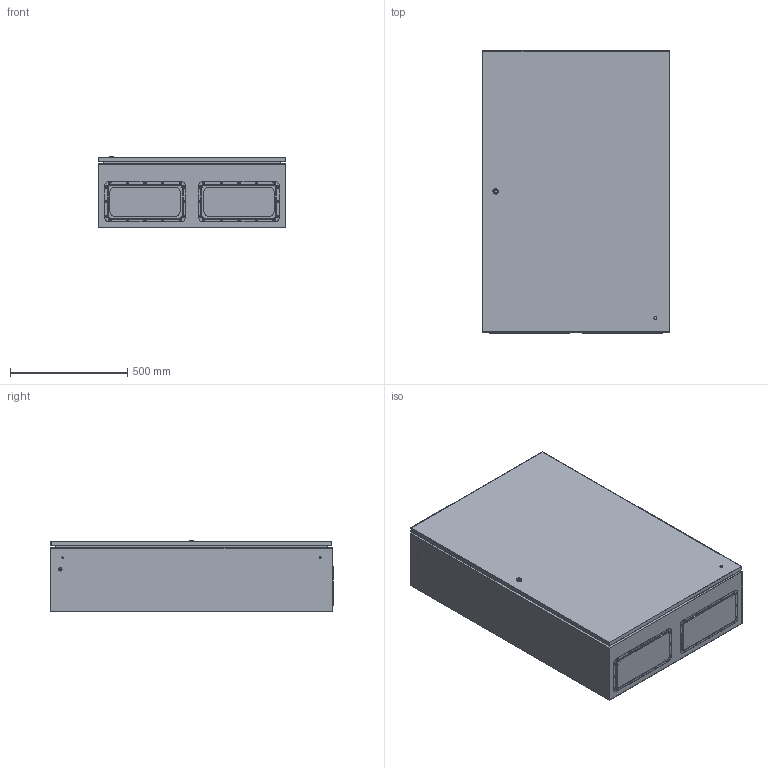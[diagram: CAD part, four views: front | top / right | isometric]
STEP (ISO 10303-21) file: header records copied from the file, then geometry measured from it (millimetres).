
FILE_DESCRIPTION (( 'STEP AP203' ), '1' );
FILE_NAME ('TI5-10-N-120-080-030-66_TITAN5 ﾙﾌﾏ-120.80.30 ﾓﾕﾋ1 IP66 IEK.STEP', '2022-12-05T09:36:52', ( '' ), ( '' ), 'SwSTEP 2.0', 'SolidWorks 2022', '' );
FILE_SCHEMA (( 'CONFIG_CONTROL_DESIGN' ));
Length unit declared in the file: millimetre
Products named in the file (7): Gaika_6; Винт_резьбовыдавливающий_М4х9; Obolochka_SHMP_ShMP_120.80.30; Kryshka1_350x175; Dver_120.800; TI5-10-N-120-080-030-66_TITAN5 ЩМП-120.80.30 УХЛ1 IP66 IEK; Mont.Panel_1200x800
Assembly tree (41 placements, depth 2):
  TI5-10-N-120-080-030-66_TITAN5 ЩМП-120.80.30 УХЛ1 IP66 IEK
    Obolochka_SHMP_ShMP_120.80.30
    Mont.Panel_1200x800
    Dver_120.800
    Gaika_6  x4
    Kryshka1_350x175  x2
    Винт_резьбовыдавливающий_М4х9  x32
Bounding box: 800 x 1204.5 x 304.5 mm (x, y, z)
Volume: 4749636.1 mm3; surface area: 8457379.8 mm2
Topology: 47 solids, 47 shells, 2653 faces, 6788 edges, 4548 vertices
Faces by surface type: plane 1899, cylinder 490, torus 96, bspline 64, sphere 64, cone 40
Entity records: 48509 total; most frequent: CARTESIAN_POINT 8621, ORIENTED_EDGE 7760, DIRECTION 7552, EDGE_CURVE 3880, VECTOR 3422, LINE 3422, VERTEX_POINT 2558, AXIS2_PLACEMENT_3D 2065
